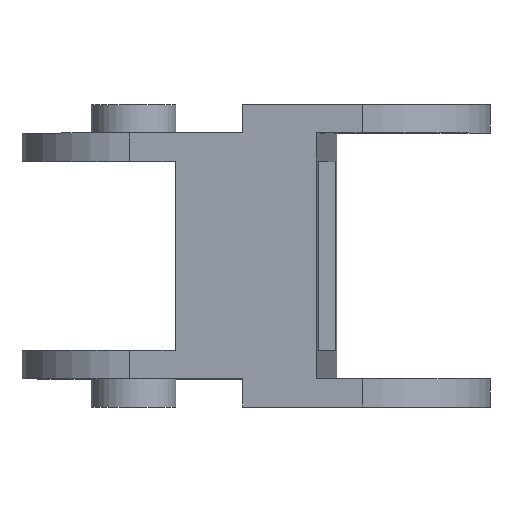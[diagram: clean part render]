
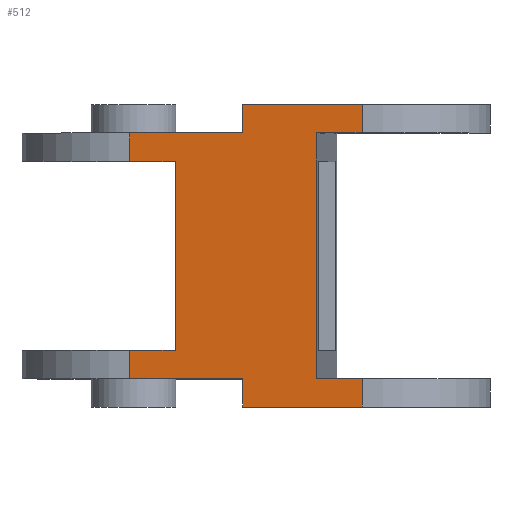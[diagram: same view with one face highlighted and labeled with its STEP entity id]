
A CAD part, top view. The second image highlights one B-rep face of the part: STEP entity #512.
In plain terms, the highlighted planar face has unit normal (-0.086, 0, 0.996).
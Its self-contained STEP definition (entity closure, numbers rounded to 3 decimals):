
#26=LINE('',#748,#78);
#28=LINE('',#757,#80);
#31=LINE('',#769,#83);
#33=LINE('',#774,#85);
#35=LINE('',#778,#87);
#39=LINE('',#786,#91);
#44=LINE('',#792,#96);
#47=LINE('',#798,#99);
#50=LINE('',#804,#102);
#52=LINE('',#807,#104);
#54=LINE('',#811,#106);
#56=LINE('',#815,#108);
#58=LINE('',#819,#110);
#64=LINE('',#832,#116);
#65=LINE('',#835,#117);
#66=LINE('',#836,#118);
#78=VECTOR('',#605,1.5);
#80=VECTOR('',#613,1.5);
#83=VECTOR('',#624,1.5);
#85=VECTOR('',#628,6.325);
#87=VECTOR('',#632,2.425);
#91=VECTOR('',#638,13.);
#96=VECTOR('',#645,2.425);
#99=VECTOR('',#650,6.325);
#102=VECTOR('',#655,1.5);
#104=VECTOR('',#659,6.025);
#106=VECTOR('',#663,2.425);
#108=VECTOR('',#667,10.);
#110=VECTOR('',#671,2.425);
#116=VECTOR('',#683,1.5);
#117=VECTOR('',#686,6.025);
#118=VECTOR('',#687,1.5);
#160=FACE_OUTER_BOUND('',#196,.T.);
#196=EDGE_LOOP('',(#443,#444,#445,#446,#447,#448,#449,#450,#451,#452,#453,
#454,#455,#456,#457,#458));
#236=VERTEX_POINT('',#745);
#237=VERTEX_POINT('',#747);
#240=VERTEX_POINT('',#754);
#241=VERTEX_POINT('',#756);
#243=VERTEX_POINT('',#762);
#246=VERTEX_POINT('',#767);
#248=VERTEX_POINT('',#772);
#249=VERTEX_POINT('',#777);
#252=VERTEX_POINT('',#785);
#253=VERTEX_POINT('',#794);
#256=VERTEX_POINT('',#801);
#257=VERTEX_POINT('',#810);
#258=VERTEX_POINT('',#814);
#259=VERTEX_POINT('',#818);
#263=VERTEX_POINT('',#830);
#264=VERTEX_POINT('',#834);
#285=EDGE_CURVE('',#236,#237,#26,.T.);
#289=EDGE_CURVE('',#241,#240,#28,.T.);
#295=EDGE_CURVE('',#243,#246,#31,.T.);
#297=EDGE_CURVE('',#246,#248,#33,.T.);
#299=EDGE_CURVE('',#249,#243,#35,.T.);
#303=EDGE_CURVE('',#252,#249,#39,.T.);
#308=EDGE_CURVE('',#240,#252,#44,.T.);
#311=EDGE_CURVE('',#253,#241,#47,.T.);
#314=EDGE_CURVE('',#256,#253,#50,.T.);
#316=EDGE_CURVE('',#236,#256,#52,.T.);
#318=EDGE_CURVE('',#257,#237,#54,.T.);
#320=EDGE_CURVE('',#258,#257,#56,.T.);
#322=EDGE_CURVE('',#259,#258,#58,.T.);
#329=EDGE_CURVE('',#248,#263,#64,.T.);
#330=EDGE_CURVE('',#263,#264,#65,.T.);
#331=EDGE_CURVE('',#259,#264,#66,.T.);
#443=ORIENTED_EDGE('',*,*,#329,.T.);
#444=ORIENTED_EDGE('',*,*,#330,.T.);
#445=ORIENTED_EDGE('',*,*,#331,.F.);
#446=ORIENTED_EDGE('',*,*,#322,.T.);
#447=ORIENTED_EDGE('',*,*,#320,.T.);
#448=ORIENTED_EDGE('',*,*,#318,.T.);
#449=ORIENTED_EDGE('',*,*,#285,.F.);
#450=ORIENTED_EDGE('',*,*,#316,.T.);
#451=ORIENTED_EDGE('',*,*,#314,.T.);
#452=ORIENTED_EDGE('',*,*,#311,.T.);
#453=ORIENTED_EDGE('',*,*,#289,.T.);
#454=ORIENTED_EDGE('',*,*,#308,.T.);
#455=ORIENTED_EDGE('',*,*,#303,.T.);
#456=ORIENTED_EDGE('',*,*,#299,.T.);
#457=ORIENTED_EDGE('',*,*,#295,.T.);
#458=ORIENTED_EDGE('',*,*,#297,.T.);
#487=PLANE('',#554);
#512=ADVANCED_FACE('',(#160),#487,.T.);
#554=AXIS2_PLACEMENT_3D('',#833,#684,#685);
#605=DIRECTION('',(0.,1.,0.));
#613=DIRECTION('',(0.,1.,0.));
#624=DIRECTION('',(0.,1.,0.));
#628=DIRECTION('',(-0.996,0.,-0.086));
#632=DIRECTION('',(0.996,0.,0.086));
#638=DIRECTION('',(0.,1.,0.));
#645=DIRECTION('',(-0.996,0.,-0.086));
#650=DIRECTION('',(0.996,0.,0.086));
#655=DIRECTION('',(0.,-1.,0.));
#659=DIRECTION('',(0.996,0.,0.086));
#663=DIRECTION('',(-0.996,0.,-0.086));
#667=DIRECTION('',(0.,-1.,0.));
#671=DIRECTION('',(0.996,0.,0.086));
#683=DIRECTION('',(0.,-1.,0.));
#684=DIRECTION('center_axis',(-0.086,0.,0.996));
#685=DIRECTION('ref_axis',(0.996,0.,0.086));
#686=DIRECTION('',(-0.996,0.,-0.086));
#687=DIRECTION('',(0.,1.,0.));
#745=CARTESIAN_POINT('',(-78.167,-1.5,5.133));
#747=CARTESIAN_POINT('',(-78.167,0.,5.133));
#748=CARTESIAN_POINT('',(-78.167,-1.5,5.133));
#754=CARTESIAN_POINT('',(-65.863,-1.5,6.199));
#756=CARTESIAN_POINT('',(-65.863,-3.,6.199));
#757=CARTESIAN_POINT('',(-65.863,-3.,6.199));
#762=CARTESIAN_POINT('',(-65.863,11.5,6.199));
#767=CARTESIAN_POINT('',(-65.863,13.,6.199));
#769=CARTESIAN_POINT('',(-65.863,11.5,6.199));
#772=CARTESIAN_POINT('',(-72.164,13.,5.653));
#774=CARTESIAN_POINT('',(-65.863,13.,6.199));
#777=CARTESIAN_POINT('',(-68.279,11.5,5.989));
#778=CARTESIAN_POINT('',(-68.279,11.5,5.989));
#785=CARTESIAN_POINT('',(-68.279,-1.5,5.989));
#786=CARTESIAN_POINT('',(-68.279,-1.5,5.989));
#792=CARTESIAN_POINT('',(-65.863,-1.5,6.199));
#794=CARTESIAN_POINT('',(-72.164,-3.,5.653));
#798=CARTESIAN_POINT('',(-72.164,-3.,5.653));
#801=CARTESIAN_POINT('',(-72.164,-1.5,5.653));
#804=CARTESIAN_POINT('',(-72.164,-1.5,5.653));
#807=CARTESIAN_POINT('',(-78.167,-1.5,5.133));
#810=CARTESIAN_POINT('',(-75.751,0.,5.342));
#811=CARTESIAN_POINT('',(-75.751,0.,5.342));
#814=CARTESIAN_POINT('',(-75.751,10.,5.342));
#815=CARTESIAN_POINT('',(-75.751,10.,5.342));
#818=CARTESIAN_POINT('',(-78.167,10.,5.133));
#819=CARTESIAN_POINT('',(-78.167,10.,5.133));
#830=CARTESIAN_POINT('',(-72.164,11.5,5.653));
#832=CARTESIAN_POINT('',(-72.164,13.,5.653));
#833=CARTESIAN_POINT('Origin',(-65.863,-3.,6.199));
#834=CARTESIAN_POINT('',(-78.167,11.5,5.133));
#835=CARTESIAN_POINT('',(-72.164,11.5,5.653));
#836=CARTESIAN_POINT('',(-78.167,10.,5.133));
